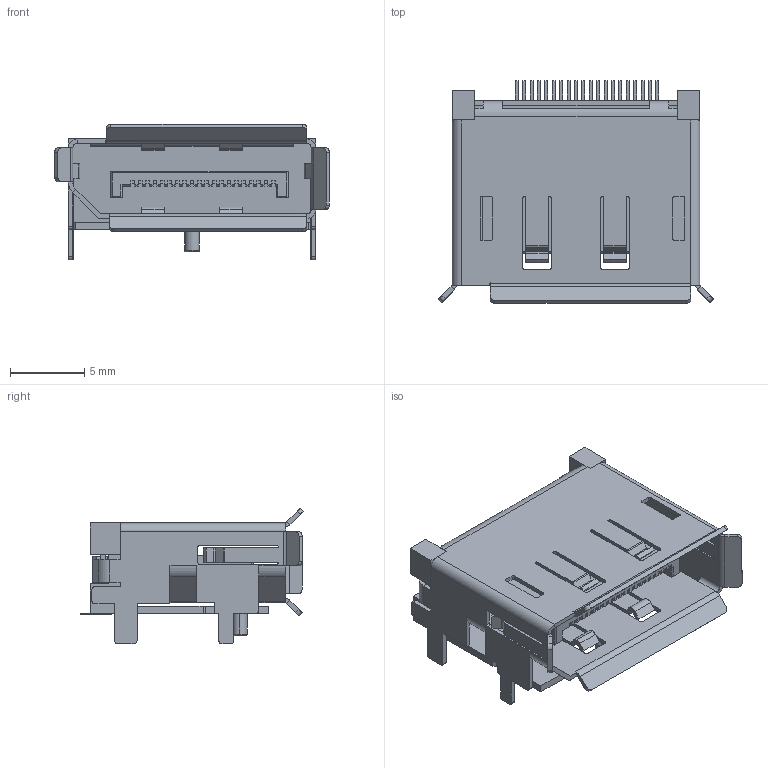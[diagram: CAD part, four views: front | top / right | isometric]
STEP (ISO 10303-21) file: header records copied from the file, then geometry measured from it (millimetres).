
FILE_DESCRIPTION (( 'STEP AP214' ), '1' );
FILE_NAME ('DP-SMD_CAR06-201EN5F.step', '2022-08-04T05:08:46', ( '' ), ( '' ), 'SwSTEP 2.0', 'SolidWorks 2020', '' );
FILE_SCHEMA (( 'AUTOMOTIVE_DESIGN' ));
Length unit declared in the file: millimetre
Products named in the file (1): DP-SMD_CAR06-201EN5F
Bounding box: 18.52 x 15.05 x 9.16 mm (x, y, z)
Volume: 431.6 mm3; surface area: 2065.7 mm2
Topology: 15 solids, 15 shells, 956 faces, 2636 edges, 1711 vertices
Faces by surface type: plane 725, cylinder 117, bspline 112, torus 2
Entity records: 41874 total; most frequent: CARTESIAN_POINT 7408, ORIENTED_EDGE 5272, DIRECTION 4357, EDGE_CURVE 2636, LINE 2149, VECTOR 2149, VERTEX_POINT 1711, AXIS2_PLACEMENT_3D 1104
